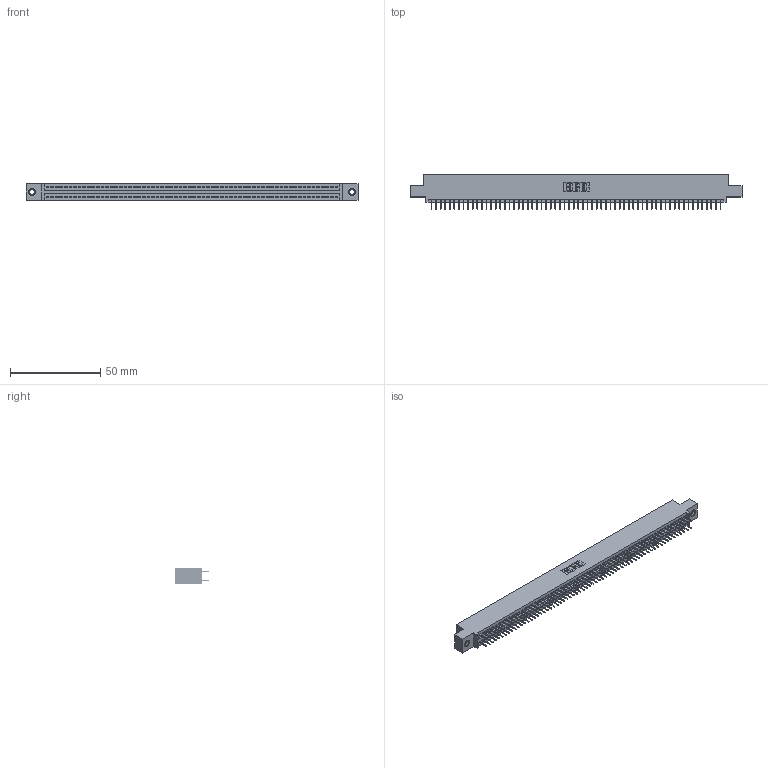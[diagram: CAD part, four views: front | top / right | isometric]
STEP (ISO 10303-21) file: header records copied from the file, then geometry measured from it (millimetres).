
FILE_DESCRIPTION (( 'STEP AP203' ), '1' );
FILE_NAME ('345-128-524-507.STEP', '2018-10-19T19:47:33', ( '' ), ( '' ), 'SwSTEP 2.0', 'SolidWorks 2016', '' );
FILE_SCHEMA (( 'CONFIG_CONTROL_DESIGN' ));
Length unit declared in the file: inch
Products named in the file (4): 345-250-001_345-250-005-103; 345-292-001_345-293-124; 345-128-524-507; 345 Part_0.110 Offset - 0.156 Dia-TI
Assembly tree (131 placements, depth 2):
  345-128-524-507
    345 Part_0.110 Offset - 0.156 Dia-TI
    345-292-001_345-293-124  x128
    345-250-001_345-250-005-103  x2
Bounding box: 183.77 x 19.35 x 9.4 mm (x, y, z)
Volume: 17775.1 mm3; surface area: 26310.1 mm2
Topology: 131 solids, 131 shells, 7102 faces, 20073 edges, 12862 vertices
Faces by surface type: plane 5108, cylinder 1978, cone 12, torus 4
Entity records: 48646 total; most frequent: CARTESIAN_POINT 8115, ORIENTED_EDGE 8042, DIRECTION 7155, EDGE_CURVE 4021, LINE 3617, VECTOR 3617, VERTEX_POINT 2672, AXIS2_PLACEMENT_3D 1769
